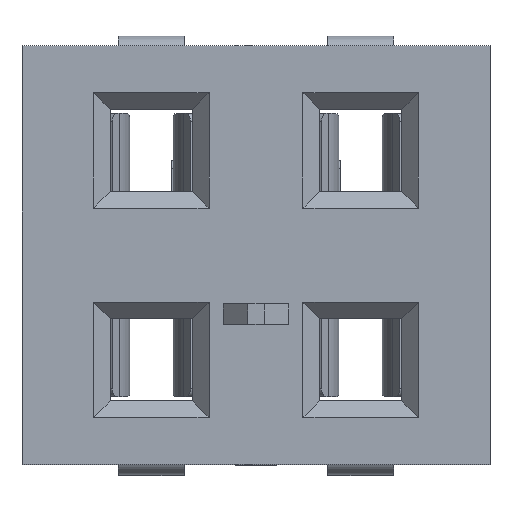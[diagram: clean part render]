
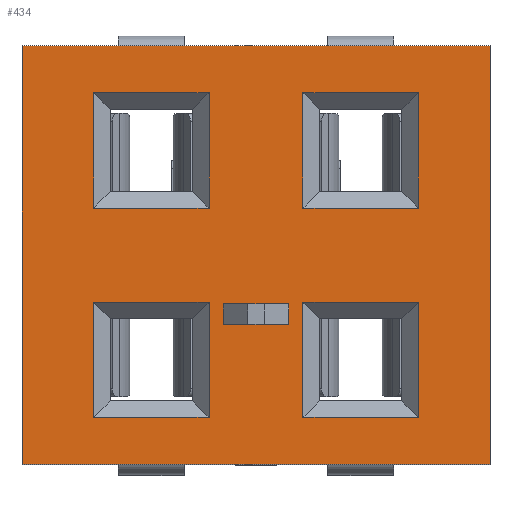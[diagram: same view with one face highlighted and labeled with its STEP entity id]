
A CAD part, top view. The second image highlights one B-rep face of the part: STEP entity #434.
In plain terms, the highlighted planar face has unit normal (0, 0, 1).
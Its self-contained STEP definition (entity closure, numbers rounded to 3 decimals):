
#434 = ADVANCED_FACE( '', ( #869, #870, #871, #872, #873 ), #874, .F. );
#869 = FACE_BOUND( '', #1305, .T. );
#870 = FACE_BOUND( '', #1306, .T. );
#871 = FACE_BOUND( '', #1307, .T. );
#872 = FACE_BOUND( '', #1308, .T. );
#873 = FACE_OUTER_BOUND( '', #1309, .T. );
#874 = PLANE( '', #1310 );
#1305 = EDGE_LOOP( '', ( #2548, #2549, #2550, #2551 ) );
#1306 = EDGE_LOOP( '', ( #2552, #2553, #2554, #2555 ) );
#1307 = EDGE_LOOP( '', ( #2556, #2557, #2558, #2559 ) );
#1308 = EDGE_LOOP( '', ( #2560, #2561, #2562, #2563 ) );
#1309 = EDGE_LOOP( '', ( #2564, #2565, #2566, #2567 ) );
#1310 = AXIS2_PLACEMENT_3D( '', #2568, #2569, #2570 );
#2548 = ORIENTED_EDGE( '', *, *, #2747, .T. );
#2549 = ORIENTED_EDGE( '', *, *, #2913, .T. );
#2550 = ORIENTED_EDGE( '', *, *, #2663, .T. );
#2551 = ORIENTED_EDGE( '', *, *, #2922, .T. );
#2552 = ORIENTED_EDGE( '', *, *, #3081, .T. );
#2553 = ORIENTED_EDGE( '', *, *, #3006, .T. );
#2554 = ORIENTED_EDGE( '', *, *, #2951, .T. );
#2555 = ORIENTED_EDGE( '', *, *, #2894, .T. );
#2556 = ORIENTED_EDGE( '', *, *, #3035, .T. );
#2557 = ORIENTED_EDGE( '', *, *, #2801, .T. );
#2558 = ORIENTED_EDGE( '', *, *, #3078, .T. );
#2559 = ORIENTED_EDGE( '', *, *, #3089, .T. );
#2560 = ORIENTED_EDGE( '', *, *, #3085, .T. );
#2561 = ORIENTED_EDGE( '', *, *, #2857, .T. );
#2562 = ORIENTED_EDGE( '', *, *, #3010, .T. );
#2563 = ORIENTED_EDGE( '', *, *, #3045, .T. );
#2564 = ORIENTED_EDGE( '', *, *, #2882, .T. );
#2565 = ORIENTED_EDGE( '', *, *, #3083, .F. );
#2566 = ORIENTED_EDGE( '', *, *, #2967, .F. );
#2567 = ORIENTED_EDGE( '', *, *, #2993, .T. );
#2568 = CARTESIAN_POINT( '', ( 2.84, 2.54, 2.5 ) );
#2569 = DIRECTION( '', ( 0., 0., -1. ) );
#2570 = DIRECTION( '', ( -1., 0., 0. ) );
#2663 = EDGE_CURVE( '', #3213, #3211, #3214, .T. );
#2747 = EDGE_CURVE( '', #3353, #3358, #3360, .T. );
#2801 = EDGE_CURVE( '', #3441, #3439, #3442, .T. );
#2857 = EDGE_CURVE( '', #3522, #3520, #3523, .T. );
#2882 = EDGE_CURVE( '', #3558, #3556, #3559, .T. );
#2894 = EDGE_CURVE( '', #3577, #3574, #3578, .T. );
#2913 = EDGE_CURVE( '', #3358, #3213, #3601, .T. );
#2922 = EDGE_CURVE( '', #3211, #3353, #3612, .T. );
#2951 = EDGE_CURVE( '', #3651, #3577, #3652, .T. );
#2967 = EDGE_CURVE( '', #3672, #3674, #3675, .T. );
#2993 = EDGE_CURVE( '', #3672, #3558, #3705, .T. );
#3006 = EDGE_CURVE( '', #3723, #3651, #3724, .T. );
#3010 = EDGE_CURVE( '', #3520, #3727, #3729, .T. );
#3035 = EDGE_CURVE( '', #3754, #3441, #3756, .T. );
#3045 = EDGE_CURVE( '', #3727, #3765, #3767, .T. );
#3078 = EDGE_CURVE( '', #3439, #3800, #3802, .T. );
#3081 = EDGE_CURVE( '', #3574, #3723, #3805, .T. );
#3083 = EDGE_CURVE( '', #3674, #3556, #3807, .T. );
#3085 = EDGE_CURVE( '', #3765, #3522, #3809, .T. );
#3089 = EDGE_CURVE( '', #3800, #3754, #3813, .T. );
#3211 = VERTEX_POINT( '', #3983 );
#3213 = VERTEX_POINT( '', #3986 );
#3214 = LINE( '', #3987, #3988 );
#3353 = VERTEX_POINT( '', #4190 );
#3358 = VERTEX_POINT( '', #4197 );
#3360 = LINE( '', #4200, #4201 );
#3439 = VERTEX_POINT( '', #4321 );
#3441 = VERTEX_POINT( '', #4324 );
#3442 = LINE( '', #4325, #4326 );
#3520 = VERTEX_POINT( '', #4445 );
#3522 = VERTEX_POINT( '', #4448 );
#3523 = LINE( '', #4449, #4450 );
#3556 = VERTEX_POINT( '', #4500 );
#3558 = VERTEX_POINT( '', #4503 );
#3559 = LINE( '', #4504, #4505 );
#3574 = VERTEX_POINT( '', #4526 );
#3577 = VERTEX_POINT( '', #4530 );
#3578 = LINE( '', #4531, #4532 );
#3601 = LINE( '', #4565, #4566 );
#3612 = LINE( '', #4582, #4583 );
#3651 = VERTEX_POINT( '', #4645 );
#3652 = LINE( '', #4646, #4647 );
#3672 = VERTEX_POINT( '', #4678 );
#3674 = VERTEX_POINT( '', #4681 );
#3675 = LINE( '', #4682, #4683 );
#3705 = LINE( '', #4731, #4732 );
#3723 = VERTEX_POINT( '', #4757 );
#3724 = LINE( '', #4758, #4759 );
#3727 = VERTEX_POINT( '', #4763 );
#3729 = LINE( '', #4766, #4767 );
#3754 = VERTEX_POINT( '', #4799 );
#3756 = LINE( '', #4802, #4803 );
#3765 = VERTEX_POINT( '', #4814 );
#3767 = LINE( '', #4817, #4818 );
#3800 = VERTEX_POINT( '', #4862 );
#3802 = LINE( '', #4865, #4866 );
#3805 = LINE( '', #4869, #4870 );
#3807 = LINE( '', #4872, #4873 );
#3809 = LINE( '', #4875, #4876 );
#3813 = LINE( '', #4880, #4881 );
#3983 = CARTESIAN_POINT( '', ( 0.57, -0.57, 2.5 ) );
#3986 = CARTESIAN_POINT( '', ( 0.57, -1.97, 2.5 ) );
#3987 = CARTESIAN_POINT( '', ( 0.57, 2.54, 2.5 ) );
#3988 = VECTOR( '', #4963, 1000. );
#4190 = CARTESIAN_POINT( '', ( 1.97, -0.57, 2.5 ) );
#4197 = CARTESIAN_POINT( '', ( 1.97, -1.97, 2.5 ) );
#4200 = CARTESIAN_POINT( '', ( 1.97, 2.54, 2.5 ) );
#4201 = VECTOR( '', #5057, 1000. );
#4321 = CARTESIAN_POINT( '', ( 1.97, 0.57, 2.5 ) );
#4324 = CARTESIAN_POINT( '', ( 1.97, 1.97, 2.5 ) );
#4325 = CARTESIAN_POINT( '', ( 1.97, 2.54, 2.5 ) );
#4326 = VECTOR( '', #5109, 1000. );
#4445 = CARTESIAN_POINT( '', ( -0.57, 0.57, 2.5 ) );
#4448 = CARTESIAN_POINT( '', ( -0.57, 1.97, 2.5 ) );
#4449 = CARTESIAN_POINT( '', ( -0.57, 2.54, 2.5 ) );
#4450 = VECTOR( '', #5163, 1000. );
#4500 = CARTESIAN_POINT( '', ( -2.84, -2.54, 2.5 ) );
#4503 = CARTESIAN_POINT( '', ( -2.84, 2.54, 2.5 ) );
#4504 = CARTESIAN_POINT( '', ( -2.84, 2.54, 2.5 ) );
#4505 = VECTOR( '', #5182, 1000. );
#4526 = CARTESIAN_POINT( '', ( -0.57, -0.57, 2.5 ) );
#4530 = CARTESIAN_POINT( '', ( -1.97, -0.57, 2.5 ) );
#4531 = CARTESIAN_POINT( '', ( 2.84, -0.57, 2.5 ) );
#4532 = VECTOR( '', #5193, 1000. );
#4565 = CARTESIAN_POINT( '', ( 2.84, -1.97, 2.5 ) );
#4566 = VECTOR( '', #5213, 1000. );
#4582 = CARTESIAN_POINT( '', ( 2.84, -0.57, 2.5 ) );
#4583 = VECTOR( '', #5219, 1000. );
#4645 = CARTESIAN_POINT( '', ( -1.97, -1.97, 2.5 ) );
#4646 = CARTESIAN_POINT( '', ( -1.97, 2.54, 2.5 ) );
#4647 = VECTOR( '', #5241, 1000. );
#4678 = CARTESIAN_POINT( '', ( 2.84, 2.54, 2.5 ) );
#4681 = CARTESIAN_POINT( '', ( 2.84, -2.54, 2.5 ) );
#4682 = CARTESIAN_POINT( '', ( 2.84, 2.54, 2.5 ) );
#4683 = VECTOR( '', #5254, 1000. );
#4731 = CARTESIAN_POINT( '', ( 2.84, 2.54, 2.5 ) );
#4732 = VECTOR( '', #5273, 1000. );
#4757 = CARTESIAN_POINT( '', ( -0.57, -1.97, 2.5 ) );
#4758 = CARTESIAN_POINT( '', ( 2.84, -1.97, 2.5 ) );
#4759 = VECTOR( '', #5284, 1000. );
#4763 = CARTESIAN_POINT( '', ( -1.97, 0.57, 2.5 ) );
#4766 = CARTESIAN_POINT( '', ( 2.84, 0.57, 2.5 ) );
#4767 = VECTOR( '', #5287, 1000. );
#4799 = CARTESIAN_POINT( '', ( 0.57, 1.97, 2.5 ) );
#4802 = CARTESIAN_POINT( '', ( 2.84, 1.97, 2.5 ) );
#4803 = VECTOR( '', #5311, 1000. );
#4814 = CARTESIAN_POINT( '', ( -1.97, 1.97, 2.5 ) );
#4817 = CARTESIAN_POINT( '', ( -1.97, 2.54, 2.5 ) );
#4818 = VECTOR( '', #5318, 1000. );
#4862 = CARTESIAN_POINT( '', ( 0.57, 0.57, 2.5 ) );
#4865 = CARTESIAN_POINT( '', ( 2.84, 0.57, 2.5 ) );
#4866 = VECTOR( '', #5340, 1000. );
#4869 = CARTESIAN_POINT( '', ( -0.57, 2.54, 2.5 ) );
#4870 = VECTOR( '', #5341, 1000. );
#4872 = CARTESIAN_POINT( '', ( 2.84, -2.54, 2.5 ) );
#4873 = VECTOR( '', #5342, 1000. );
#4875 = CARTESIAN_POINT( '', ( 2.84, 1.97, 2.5 ) );
#4876 = VECTOR( '', #5343, 1000. );
#4880 = CARTESIAN_POINT( '', ( 0.57, 2.54, 2.5 ) );
#4881 = VECTOR( '', #5347, 1000. );
#4963 = DIRECTION( '', ( 0., 1., 0. ) );
#5057 = DIRECTION( '', ( 0., -1., 0. ) );
#5109 = DIRECTION( '', ( 0., -1., 0. ) );
#5163 = DIRECTION( '', ( 0., -1., 0. ) );
#5182 = DIRECTION( '', ( 0., -1., 0. ) );
#5193 = DIRECTION( '', ( 1., 0., 0. ) );
#5213 = DIRECTION( '', ( -1., 0., 0. ) );
#5219 = DIRECTION( '', ( 1., 0., 0. ) );
#5241 = DIRECTION( '', ( 0., 1., 0. ) );
#5254 = DIRECTION( '', ( 0., -1., 0. ) );
#5273 = DIRECTION( '', ( -1., 0., 0. ) );
#5284 = DIRECTION( '', ( -1., 0., 0. ) );
#5287 = DIRECTION( '', ( -1., 0., 0. ) );
#5311 = DIRECTION( '', ( 1., 0., 0. ) );
#5318 = DIRECTION( '', ( 0., 1., 0. ) );
#5340 = DIRECTION( '', ( -1., 0., 0. ) );
#5341 = DIRECTION( '', ( 0., -1., 0. ) );
#5342 = DIRECTION( '', ( -1., 0., 0. ) );
#5343 = DIRECTION( '', ( 1., 0., 0. ) );
#5347 = DIRECTION( '', ( 0., 1., 0. ) );
